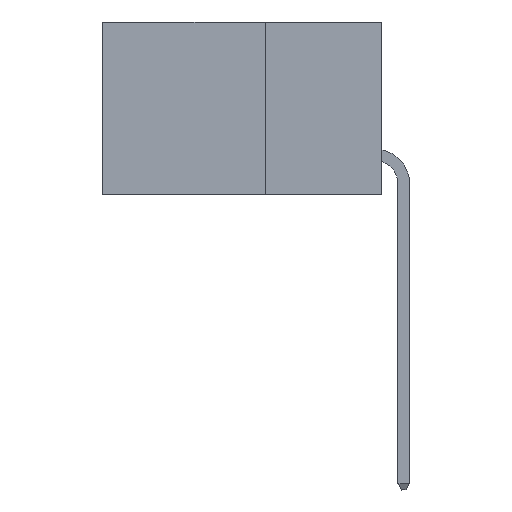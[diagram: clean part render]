
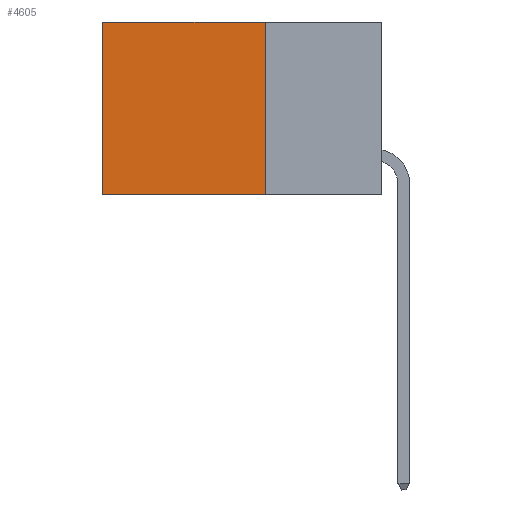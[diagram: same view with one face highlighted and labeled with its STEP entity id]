
A CAD part, left-side view. The second image highlights one B-rep face of the part: STEP entity #4605.
In plain terms, the highlighted planar face has unit normal (-1, 0, 0).
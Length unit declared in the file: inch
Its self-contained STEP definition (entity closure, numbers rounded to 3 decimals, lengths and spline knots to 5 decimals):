
#2654 = DIRECTION ( 'NONE',  ( 0., 0., -1. ) ) ;
#3485 = EDGE_CURVE ( 'NONE', #18645, #17170, #39052, .T. ) ;
#4605 = ADVANCED_FACE ( 'NONE', ( #35405 ), #29684, .F. ) ;
#5364 = EDGE_CURVE ( 'NONE', #40277, #32330, #19373, .T. ) ;
#8082 = EDGE_LOOP ( 'NONE', ( #28577, #26785, #34662, #39456 ) ) ;
#10709 = VECTOR ( 'NONE', #43926, 39.37008 ) ;
#14128 = CARTESIAN_POINT ( 'NONE',  ( 0.2875, 0.6, 0. ) ) ;
#14454 = DIRECTION ( 'NONE',  ( 1., 0., 0. ) ) ;
#17170 = VERTEX_POINT ( 'NONE', #17297 ) ;
#17297 = CARTESIAN_POINT ( 'NONE',  ( 0.2875, 0.25, -0.37 ) ) ;
#18093 = DIRECTION ( 'NONE',  ( 0., 0., -1. ) ) ;
#18645 = VERTEX_POINT ( 'NONE', #45390 ) ;
#19156 = CARTESIAN_POINT ( 'NONE',  ( 0.2875, 0.6, 0. ) ) ;
#19373 = LINE ( 'NONE', #14128, #45982 ) ;
#19488 = VECTOR ( 'NONE', #31179, 39.37008 ) ;
#19611 = EDGE_CURVE ( 'NONE', #18645, #40277, #43164, .T. ) ;
#26785 = ORIENTED_EDGE ( 'NONE', *, *, #34180, .F. ) ;
#27262 = CARTESIAN_POINT ( 'NONE',  ( 0.2875, 0.25, 0. ) ) ;
#27607 = CARTESIAN_POINT ( 'NONE',  ( 0.2875, 0.6, -0.37 ) ) ;
#27784 = VECTOR ( 'NONE', #37048, 39.37008 ) ;
#28577 = ORIENTED_EDGE ( 'NONE', *, *, #5364, .T. ) ;
#28877 = CARTESIAN_POINT ( 'NONE',  ( 0.2875, 0.25, 0. ) ) ;
#29684 = PLANE ( 'NONE',  #45263 ) ;
#31179 = DIRECTION ( 'NONE',  ( 0., 1., 0. ) ) ;
#32098 = CARTESIAN_POINT ( 'NONE',  ( 0.2875, 0.25, -0.37 ) ) ;
#32330 = VERTEX_POINT ( 'NONE', #27607 ) ;
#34180 = EDGE_CURVE ( 'NONE', #17170, #32330, #40961, .T. ) ;
#34662 = ORIENTED_EDGE ( 'NONE', *, *, #3485, .F. ) ;
#35405 = FACE_OUTER_BOUND ( 'NONE', #8082, .T. ) ;
#37048 = DIRECTION ( 'NONE',  ( 0., 0., -1. ) ) ;
#37168 = CARTESIAN_POINT ( 'NONE',  ( 0.2875, 0.25, 0. ) ) ;
#39052 = LINE ( 'NONE', #28877, #27784 ) ;
#39456 = ORIENTED_EDGE ( 'NONE', *, *, #19611, .T. ) ;
#40277 = VERTEX_POINT ( 'NONE', #19156 ) ;
#40961 = LINE ( 'NONE', #32098, #10709 ) ;
#43164 = LINE ( 'NONE', #27262, #19488 ) ;
#43926 = DIRECTION ( 'NONE',  ( 0., 1., 0. ) ) ;
#45263 = AXIS2_PLACEMENT_3D ( 'NONE', #37168, #14454, #2654 ) ;
#45390 = CARTESIAN_POINT ( 'NONE',  ( 0.2875, 0.25, 0. ) ) ;
#45982 = VECTOR ( 'NONE', #18093, 39.37008 ) ;
